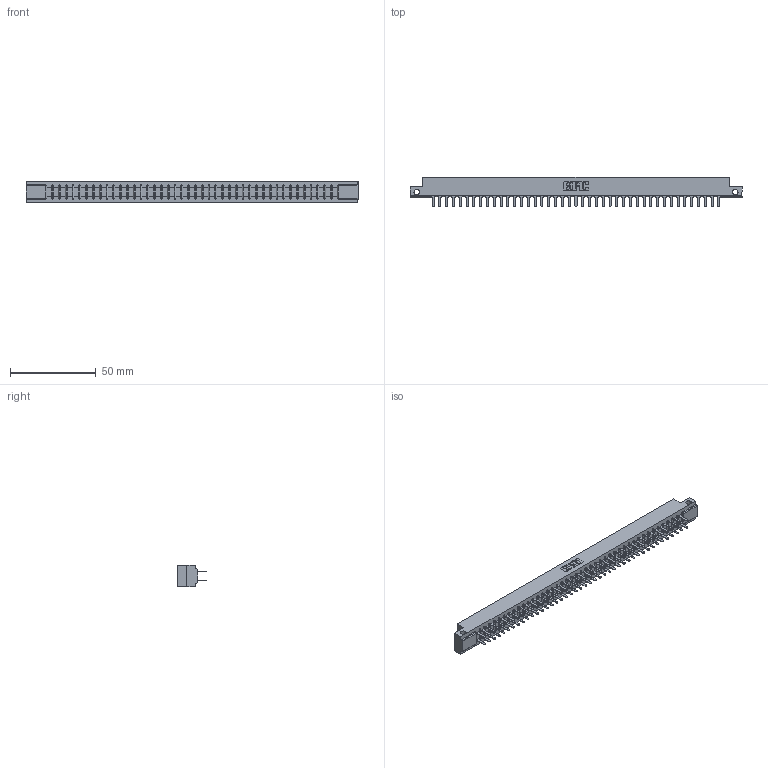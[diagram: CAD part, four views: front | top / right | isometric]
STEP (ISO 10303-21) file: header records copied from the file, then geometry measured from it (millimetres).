
FILE_DESCRIPTION (( 'STEP AP203' ), '1' );
FILE_NAME ('807-086-520-212.STEP', '2021-07-20T19:35:00', ( '' ), ( '' ), 'SwSTEP 2.0', 'SolidWorks 2020', '' );
FILE_SCHEMA (( 'CONFIG_CONTROL_DESIGN' ));
Length unit declared in the file: inch
Products named in the file (3): 807 Part_.128 Dia Side Mounting Holes; 307-290-001_520; 807-086-520-212
Assembly tree (87 placements, depth 2):
  807-086-520-212
    807 Part_.128 Dia Side Mounting Holes
    307-290-001_520  x86
Bounding box: 193.4 x 17.42 x 12.7 mm (x, y, z)
Volume: 20493.4 mm3; surface area: 25218.6 mm2
Topology: 87 solids, 87 shells, 4118 faces, 11503 edges, 7434 vertices
Faces by surface type: plane 2736, cylinder 1294, sphere 88
Entity records: 38086 total; most frequent: CARTESIAN_POINT 6227, ORIENTED_EDGE 6170, DIRECTION 6099, EDGE_CURVE 3085, LINE 2367, VECTOR 2367, VERTEX_POINT 1994, AXIS2_PLACEMENT_3D 1866
